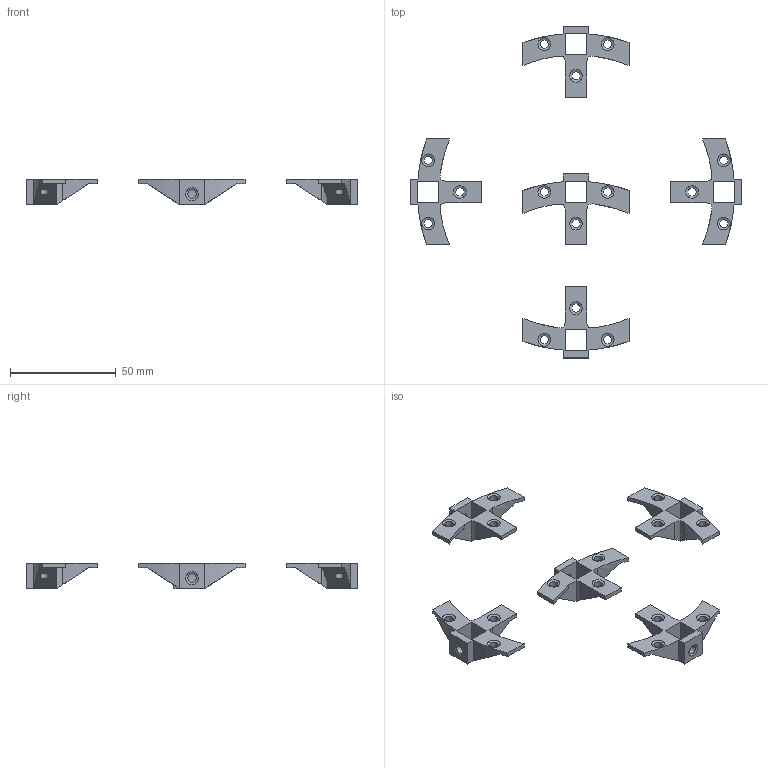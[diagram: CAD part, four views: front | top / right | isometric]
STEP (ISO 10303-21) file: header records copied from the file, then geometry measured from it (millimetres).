
FILE_DESCRIPTION(/* description */ (''),/* implementation_level */ '2;1');
FILE_NAME(/* name */ 'carbon pole mount v6.step',/* time_stamp */ '2021-11-27T14:48:59-05:00',/* author */ (''),/* organization */ (''),/* preprocessor_version */ 'ST-DEVELOPER v18.1',/* originating_system */ 'Autodesk Translation Framework v10.10.0.1391',/* authorisation */ '');
FILE_SCHEMA (('AUTOMOTIVE_DESIGN { 1 0 10303 214 3 1 1 }'));
Length unit declared in the file: millimetre
Products named in the file (3): carbon pole mount; mount ring; mount singe
Assembly tree (6 placements, depth 3):
  carbon pole mount
    mount singe
    mount ring
      mount singe  x4
Bounding box: 157.2 x 157.2 x 12 mm (x, y, z)
Volume: 20478 mm3; surface area: 15288.7 mm2
Topology: 5 solids, 5 shells, 180 faces, 460 edges, 290 vertices
Faces by surface type: plane 105, cylinder 55, cone 20
Full cylindrical faces by diameter (mm): 4 x20
Entity records: 1210 total; most frequent: DIRECTION 211, CARTESIAN_POINT 195, ORIENTED_EDGE 184, EDGE_CURVE 92, AXIS2_PLACEMENT_3D 74, LINE 63, VECTOR 63, VERTEX_POINT 58
